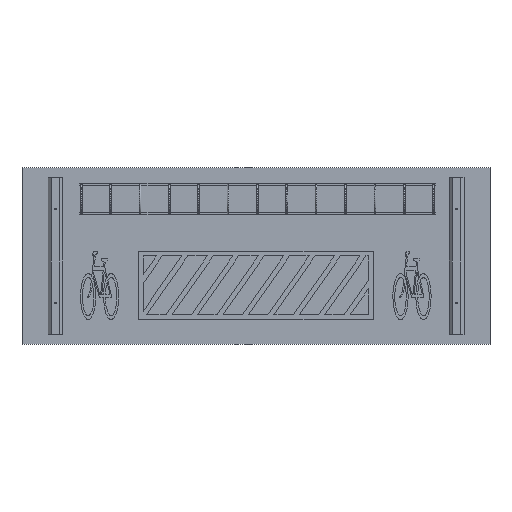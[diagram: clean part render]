
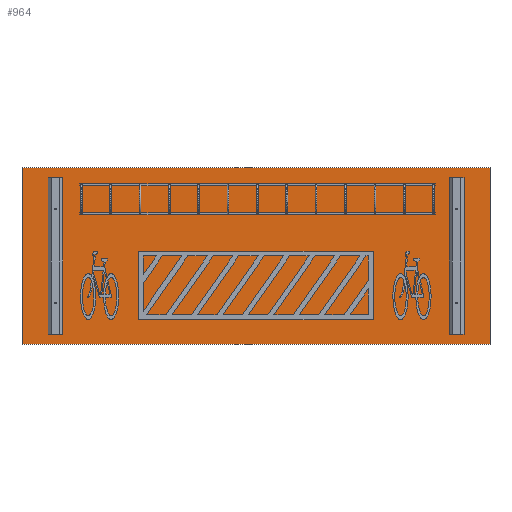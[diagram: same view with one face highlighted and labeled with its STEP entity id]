
A CAD part, top view. The second image highlights one B-rep face of the part: STEP entity #964.
In plain terms, the highlighted planar face has unit normal (0, 0, 1).
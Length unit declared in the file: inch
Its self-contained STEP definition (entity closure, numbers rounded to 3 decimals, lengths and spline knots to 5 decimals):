
#964=ADVANCED_FACE('',(#1315),#5931,.T.);
#1315=FACE_OUTER_BOUND('',#1666,.T.);
#1666=EDGE_LOOP('',(#2109,#2110,#2111,#2112));
#2109=ORIENTED_EDGE('',*,*,#3935,.T.);
#2110=ORIENTED_EDGE('',*,*,#3936,.T.);
#2111=ORIENTED_EDGE('',*,*,#3937,.T.);
#2112=ORIENTED_EDGE('',*,*,#3938,.T.);
#3935=EDGE_CURVE('',#5333,#5334,#4856,.T.);
#3936=EDGE_CURVE('',#5334,#5335,#4857,.T.);
#3937=EDGE_CURVE('',#5335,#5336,#4858,.T.);
#3938=EDGE_CURVE('',#5336,#5333,#4859,.T.);
#4856=B_SPLINE_CURVE_WITH_KNOTS('',1,(#7525,#7526),.UNSPECIFIED.,.F.,.F.,
(2,2),(0.,5.31297),.UNSPECIFIED.);
#4857=B_SPLINE_CURVE_WITH_KNOTS('',1,(#7527,#7528),.UNSPECIFIED.,.F.,.F.,
(2,2),(0.,2.),.UNSPECIFIED.);
#4858=B_SPLINE_CURVE_WITH_KNOTS('',1,(#7529,#7530),.UNSPECIFIED.,.F.,.F.,
(2,2),(0.,5.31297),.UNSPECIFIED.);
#4859=B_SPLINE_CURVE_WITH_KNOTS('',1,(#7531,#7532),.UNSPECIFIED.,.F.,.F.,
(2,2),(0.,2.),.UNSPECIFIED.);
#5333=VERTEX_POINT('',#7517);
#5334=VERTEX_POINT('',#7518);
#5335=VERTEX_POINT('',#7519);
#5336=VERTEX_POINT('',#7520);
#5931=PLANE('',#6203);
#6203=AXIS2_PLACEMENT_3D('',#7515,#6741,$);
#6741=DIRECTION('',(0.,0.,1.));
#7515=CARTESIAN_POINT('',(-0.7366,-1.64933,0.));
#7517=CARTESIAN_POINT('',(-0.7366,-1.64933,0.));
#7518=CARTESIAN_POINT('',(5.24049,-1.64933,0.));
#7519=CARTESIAN_POINT('',(5.24049,0.60068,0.));
#7520=CARTESIAN_POINT('',(-0.7366,0.60068,0.));
#7525=CARTESIAN_POINT('',(-0.7366,-1.64933,0.));
#7526=CARTESIAN_POINT('',(5.24049,-1.64933,0.));
#7527=CARTESIAN_POINT('',(5.24049,-1.64933,0.));
#7528=CARTESIAN_POINT('',(5.24049,0.60068,0.));
#7529=CARTESIAN_POINT('',(5.24049,0.60068,0.));
#7530=CARTESIAN_POINT('',(-0.7366,0.60068,0.));
#7531=CARTESIAN_POINT('',(-0.7366,0.60068,0.));
#7532=CARTESIAN_POINT('',(-0.7366,-1.64933,0.));
